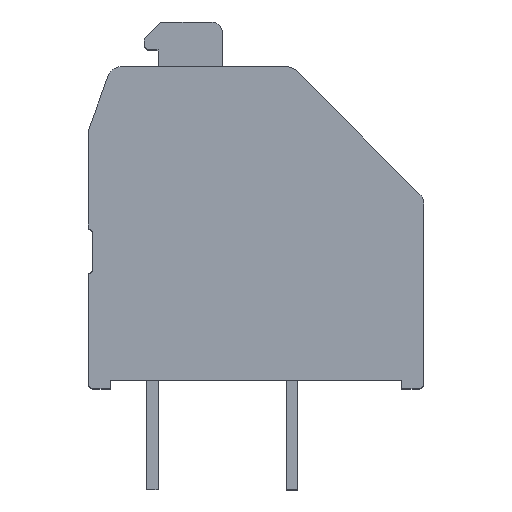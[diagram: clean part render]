
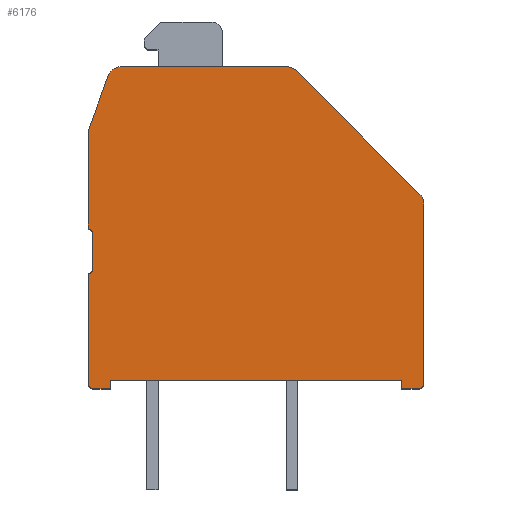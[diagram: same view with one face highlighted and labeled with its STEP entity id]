
A CAD part, top view. The second image highlights one B-rep face of the part: STEP entity #6176.
In plain terms, the highlighted planar face has unit normal (0, 0, 1).
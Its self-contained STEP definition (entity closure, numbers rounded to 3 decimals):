
#35=CIRCLE('',#6316,0.5);
#68=CIRCLE('',#6431,0.15);
#70=CIRCLE('',#6435,0.15);
#72=CIRCLE('',#6440,0.5);
#74=CIRCLE('',#6443,0.5);
#97=CIRCLE('',#6519,0.2);
#98=CIRCLE('',#6525,0.2);
#202=PLANE('',#6526);
#311=LINE('',#7961,#844);
#463=LINE('',#8351,#996);
#542=LINE('',#8543,#1075);
#547=LINE('',#8554,#1080);
#552=LINE('',#8568,#1085);
#559=LINE('',#8585,#1092);
#588=LINE('',#8635,#1121);
#593=LINE('',#8651,#1126);
#660=LINE('',#8840,#1193);
#661=LINE('',#8842,#1194);
#663=LINE('',#8846,#1196);
#665=LINE('',#8850,#1198);
#844=VECTOR('',#6685,1000.);
#996=VECTOR('',#7023,1000.);
#1075=VECTOR('',#7180,1000.);
#1080=VECTOR('',#7187,1000.);
#1085=VECTOR('',#7200,1000.);
#1092=VECTOR('',#7215,1000.);
#1121=VECTOR('',#7246,1000.);
#1126=VECTOR('',#7265,1000.);
#1193=VECTOR('',#7484,1000.);
#1194=VECTOR('',#7487,1000.);
#1196=VECTOR('',#7491,1000.);
#1198=VECTOR('',#7495,1000.);
#2139=ORIENTED_EDGE('',*,*,#2999,.T.);
#2140=ORIENTED_EDGE('',*,*,#3003,.F.);
#2141=ORIENTED_EDGE('',*,*,#3006,.T.);
#2142=ORIENTED_EDGE('',*,*,#3009,.F.);
#2143=ORIENTED_EDGE('',*,*,#3015,.T.);
#2144=ORIENTED_EDGE('',*,*,#3141,.T.);
#2145=ORIENTED_EDGE('',*,*,#3143,.T.);
#2146=ORIENTED_EDGE('',*,*,#3144,.T.);
#2147=ORIENTED_EDGE('',*,*,#2994,.T.);
#2148=ORIENTED_EDGE('',*,*,#3146,.T.);
#2149=ORIENTED_EDGE('',*,*,#3148,.T.);
#2150=ORIENTED_EDGE('',*,*,#3149,.T.);
#2151=ORIENTED_EDGE('',*,*,#3044,.T.);
#2152=ORIENTED_EDGE('',*,*,#3048,.T.);
#2153=ORIENTED_EDGE('',*,*,#2698,.T.);
#2154=ORIENTED_EDGE('',*,*,#2725,.T.);
#2155=ORIENTED_EDGE('',*,*,#2897,.T.);
#2156=ORIENTED_EDGE('',*,*,#3051,.T.);
#2157=ORIENTED_EDGE('',*,*,#3053,.T.);
#2698=EDGE_CURVE('',#3356,#3355,#311,.T.);
#2725=EDGE_CURVE('',#3355,#3377,#35,.T.);
#2897=EDGE_CURVE('',#3377,#3500,#463,.T.);
#2994=EDGE_CURVE('',#3575,#3574,#542,.T.);
#2999=EDGE_CURVE('',#3580,#3579,#547,.T.);
#3003=EDGE_CURVE('',#3582,#3579,#68,.T.);
#3006=EDGE_CURVE('',#3582,#3584,#552,.T.);
#3009=EDGE_CURVE('',#3586,#3584,#70,.T.);
#3015=EDGE_CURVE('',#3586,#3590,#559,.T.);
#3044=EDGE_CURVE('',#3611,#3610,#588,.T.);
#3048=EDGE_CURVE('',#3610,#3356,#72,.T.);
#3051=EDGE_CURVE('',#3500,#3614,#74,.T.);
#3053=EDGE_CURVE('',#3614,#3580,#593,.T.);
#3141=EDGE_CURVE('',#3590,#3659,#97,.T.);
#3143=EDGE_CURVE('',#3659,#3660,#660,.T.);
#3144=EDGE_CURVE('',#3660,#3575,#661,.T.);
#3146=EDGE_CURVE('',#3574,#3661,#663,.T.);
#3148=EDGE_CURVE('',#3661,#3662,#665,.T.);
#3149=EDGE_CURVE('',#3662,#3611,#98,.T.);
#3355=VERTEX_POINT('',#7960);
#3356=VERTEX_POINT('',#7962);
#3377=VERTEX_POINT('',#8013);
#3500=VERTEX_POINT('',#8350);
#3574=VERTEX_POINT('',#8542);
#3575=VERTEX_POINT('',#8544);
#3579=VERTEX_POINT('',#8553);
#3580=VERTEX_POINT('',#8555);
#3582=VERTEX_POINT('',#8561);
#3584=VERTEX_POINT('',#8567);
#3586=VERTEX_POINT('',#8573);
#3590=VERTEX_POINT('',#8584);
#3610=VERTEX_POINT('',#8634);
#3611=VERTEX_POINT('',#8636);
#3614=VERTEX_POINT('',#8647);
#3659=VERTEX_POINT('',#8835);
#3660=VERTEX_POINT('',#8839);
#3661=VERTEX_POINT('',#8845);
#3662=VERTEX_POINT('',#8849);
#3948=EDGE_LOOP('',(#2139,#2140,#2141,#2142,#2143,#2144,#2145,#2146,#2147,
#2148,#2149,#2150,#2151,#2152,#2153,#2154,#2155,#2156,#2157));
#4199=FACE_BOUND('',#3948,.T.);
#6176=ADVANCED_FACE('',(#4199),#202,.T.);
#6316=AXIS2_PLACEMENT_3D('',#8014,#6736,#6737);
#6431=AXIS2_PLACEMENT_3D('',#8562,#7194,#7195);
#6435=AXIS2_PLACEMENT_3D('',#8574,#7206,#7207);
#6440=AXIS2_PLACEMENT_3D('',#8642,#7253,#7254);
#6443=AXIS2_PLACEMENT_3D('',#8648,#7260,#7261);
#6519=AXIS2_PLACEMENT_3D('',#8836,#7479,#7480);
#6525=AXIS2_PLACEMENT_3D('',#8852,#7498,#7499);
#6526=AXIS2_PLACEMENT_3D('',#8853,#7500,#7501);
#6685=DIRECTION('',(-0.707,0.707,0.));
#6736=DIRECTION('',(0.,0.,1.));
#6737=DIRECTION('',(1.,0.,0.));
#7023=DIRECTION('',(-1.,0.,0.));
#7180=DIRECTION('',(1.,0.,0.));
#7187=DIRECTION('',(0.,-1.,0.));
#7194=DIRECTION('',(0.,0.,1.));
#7195=DIRECTION('',(1.,0.,0.));
#7200=DIRECTION('',(0.,-1.,0.));
#7206=DIRECTION('',(0.,0.,1.));
#7207=DIRECTION('',(1.,0.,0.));
#7215=DIRECTION('',(0.,-1.,0.));
#7246=DIRECTION('',(0.,1.,0.));
#7253=DIRECTION('',(0.,0.,1.));
#7254=DIRECTION('',(1.,0.,0.));
#7260=DIRECTION('',(0.,0.,1.));
#7261=DIRECTION('',(1.,0.,0.));
#7265=DIRECTION('',(-0.342,-0.94,0.));
#7479=DIRECTION('',(0.,0.,1.));
#7480=DIRECTION('',(1.,0.,0.));
#7484=DIRECTION('',(1.,0.,0.));
#7487=DIRECTION('',(0.,1.,0.));
#7491=DIRECTION('',(0.,-1.,0.));
#7495=DIRECTION('',(1.,0.,0.));
#7498=DIRECTION('',(0.,0.,1.));
#7499=DIRECTION('',(1.,0.,0.));
#7500=DIRECTION('',(0.,0.,1.));
#7501=DIRECTION('',(1.,0.,0.));
#7960=CARTESIAN_POINT('',(0.146,11.354,14.2));
#7961=CARTESIAN_POINT('',(4.554,6.946,14.2));
#7962=CARTESIAN_POINT('',(4.554,6.946,14.2));
#8013=CARTESIAN_POINT('',(-0.207,11.5,14.2));
#8014=CARTESIAN_POINT('',(-0.207,11.,14.2));
#8350=CARTESIAN_POINT('',(-6.113,11.5,14.2));
#8351=CARTESIAN_POINT('',(-0.207,11.5,14.2));
#8542=CARTESIAN_POINT('',(3.9,0.3,14.2));
#8543=CARTESIAN_POINT('',(-6.5,0.3,14.2));
#8544=CARTESIAN_POINT('',(-6.5,0.3,14.2));
#8553=CARTESIAN_POINT('',(-7.3,5.7,14.2));
#8554=CARTESIAN_POINT('',(-7.3,9.2,14.2));
#8555=CARTESIAN_POINT('',(-7.3,9.2,14.2));
#8561=CARTESIAN_POINT('',(-7.15,5.55,14.2));
#8562=CARTESIAN_POINT('',(-7.3,5.55,14.2));
#8567=CARTESIAN_POINT('',(-7.15,4.25,14.2));
#8568=CARTESIAN_POINT('',(-7.15,5.55,14.2));
#8573=CARTESIAN_POINT('',(-7.3,4.1,14.2));
#8574=CARTESIAN_POINT('',(-7.3,4.25,14.2));
#8584=CARTESIAN_POINT('',(-7.3,0.2,14.2));
#8585=CARTESIAN_POINT('',(-7.3,4.1,14.2));
#8634=CARTESIAN_POINT('',(4.7,6.593,14.2));
#8635=CARTESIAN_POINT('',(4.7,0.2,14.2));
#8636=CARTESIAN_POINT('',(4.7,0.2,14.2));
#8642=CARTESIAN_POINT('',(4.2,6.593,14.2));
#8647=CARTESIAN_POINT('',(-6.583,11.171,14.2));
#8648=CARTESIAN_POINT('',(-6.113,11.,14.2));
#8651=CARTESIAN_POINT('',(-6.583,11.171,14.2));
#8835=CARTESIAN_POINT('',(-7.1,0.,14.2));
#8836=CARTESIAN_POINT('',(-7.1,0.2,14.2));
#8839=CARTESIAN_POINT('',(-6.5,0.,14.2));
#8840=CARTESIAN_POINT('',(-7.1,0.,14.2));
#8842=CARTESIAN_POINT('',(-6.5,0.,14.2));
#8845=CARTESIAN_POINT('',(3.9,0.,14.2));
#8846=CARTESIAN_POINT('',(3.9,0.3,14.2));
#8849=CARTESIAN_POINT('',(4.5,0.,14.2));
#8850=CARTESIAN_POINT('',(3.9,0.,14.2));
#8852=CARTESIAN_POINT('',(4.5,0.2,14.2));
#8853=CARTESIAN_POINT('',(-7.3,5.55,14.2));
